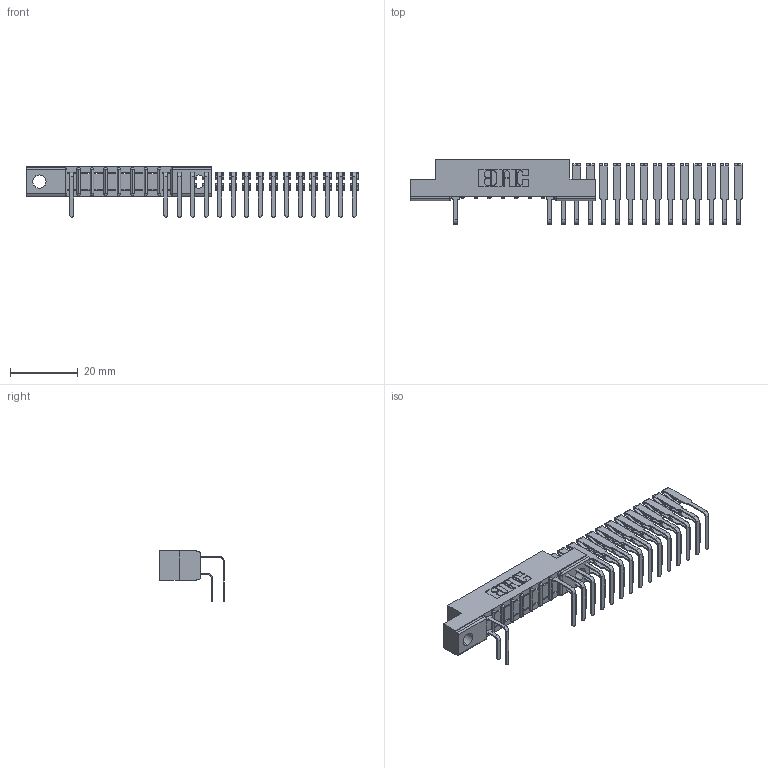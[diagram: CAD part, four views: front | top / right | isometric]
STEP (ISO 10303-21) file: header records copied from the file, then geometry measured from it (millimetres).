
FILE_DESCRIPTION (( 'STEP AP203' ), '1' );
FILE_NAME ('357-022-558-102.STEP', '2018-08-08T22:05:24', ( '' ), ( '' ), 'SwSTEP 2.0', 'SolidWorks 2016', '' );
FILE_SCHEMA (( 'CONFIG_CONTROL_DESIGN' ));
Length unit declared in the file: inch
Products named in the file (4): 357-022-558-102; 307 Part_.128 Dia Mounting Holes; 307-290-001_558 559 - 1 (Single); 307-290-001_558 - 2 (Single)
Assembly tree (32 placements, depth 2):
  357-022-558-102
    307 Part_.128 Dia Mounting Holes
    307-290-001_558 559 - 1 (Single)  x15
    307-290-001_558 - 2 (Single)  x16
Bounding box: 97.83 x 18.96 x 14.81 mm (x, y, z)
Volume: 3825.7 mm3; surface area: 7804.4 mm2
Topology: 32 solids, 32 shells, 1527 faces, 4245 edges, 2762 vertices
Faces by surface type: plane 1003, cylinder 506, sphere 18
Entity records: 13235 total; most frequent: CARTESIAN_POINT 2113, DIRECTION 2099, ORIENTED_EDGE 2074, EDGE_CURVE 1037, LINE 779, VECTOR 779, VERTEX_POINT 674, AXIS2_PLACEMENT_3D 660
